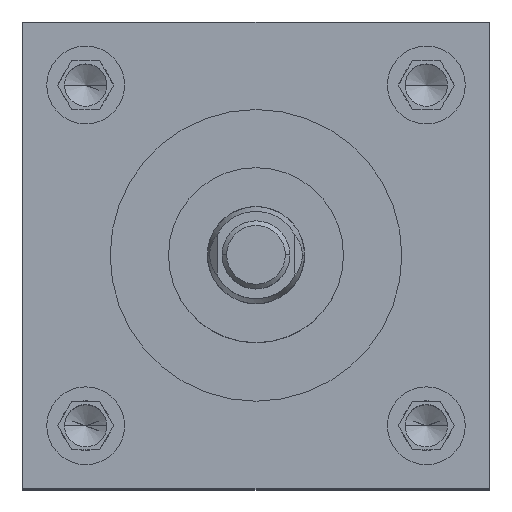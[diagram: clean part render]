
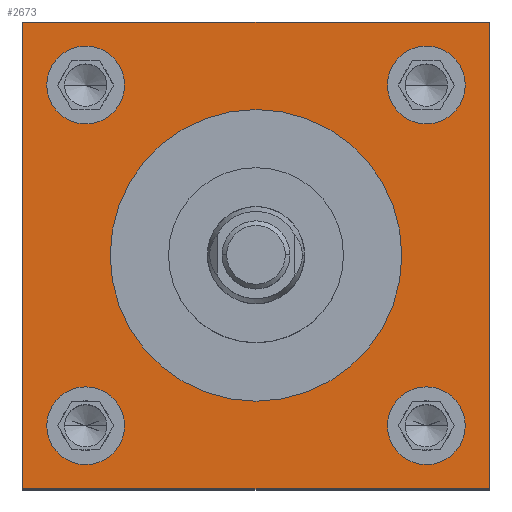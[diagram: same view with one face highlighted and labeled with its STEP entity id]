
A CAD part, top view. The second image highlights one B-rep face of the part: STEP entity #2673.
In plain terms, the highlighted planar face has unit normal (0, 0, 1).
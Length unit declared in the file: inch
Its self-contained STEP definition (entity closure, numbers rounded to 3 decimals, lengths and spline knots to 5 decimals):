
#2 = EDGE_LOOP ( 'NONE', ( #1541, #1847 ) ) ;
#9 = VERTEX_POINT ( 'NONE', #214 ) ;
#13 = CARTESIAN_POINT ( 'NONE',  ( -1.5, 1.5, 4.75 ) ) ;
#48 = EDGE_CURVE ( 'NONE', #2746, #4694, #568, .T. ) ;
#77 = AXIS2_PLACEMENT_3D ( 'NONE', #5351, #6106, #1738 ) ;
#78 = DIRECTION ( 'NONE',  ( 1., 0., 0. ) ) ;
#181 = DIRECTION ( 'NONE',  ( 1., 0., 0. ) ) ;
#214 = CARTESIAN_POINT ( 'NONE',  ( 0.845, -1.095, 4.75 ) ) ;
#254 = EDGE_CURVE ( 'NONE', #457, #3610, #5695, .T. ) ;
#457 = VERTEX_POINT ( 'NONE', #3919 ) ;
#487 = DIRECTION ( 'NONE',  ( 0., 0., 1. ) ) ;
#507 = LINE ( 'NONE', #4338, #3325 ) ;
#568 = CIRCLE ( 'NONE', #4105, 0.25 ) ;
#587 = ORIENTED_EDGE ( 'NONE', *, *, #4037, .F. ) ;
#614 = CARTESIAN_POINT ( 'NONE',  ( 1.345, 1.095, 4.75 ) ) ;
#673 = DIRECTION ( 'NONE',  ( 0., 0., 1. ) ) ;
#748 = FACE_OUTER_BOUND ( 'NONE', #2300, .T. ) ;
#807 = FACE_BOUND ( 'NONE', #5111, .T. ) ;
#814 = AXIS2_PLACEMENT_3D ( 'NONE', #1623, #4489, #78 ) ;
#899 = LINE ( 'NONE', #4771, #6175 ) ;
#926 = ORIENTED_EDGE ( 'NONE', *, *, #5850, .F. ) ;
#929 = CIRCLE ( 'NONE', #4481, 0.25 ) ;
#966 = LINE ( 'NONE', #5794, #1564 ) ;
#1054 = CARTESIAN_POINT ( 'NONE',  ( -1.345, -1.095, 4.75 ) ) ;
#1056 = DIRECTION ( 'NONE',  ( 0., 0., 1. ) ) ;
#1084 = EDGE_LOOP ( 'NONE', ( #1168, #4276 ) ) ;
#1118 = CIRCLE ( 'NONE', #2960, 0.25 ) ;
#1168 = ORIENTED_EDGE ( 'NONE', *, *, #254, .F. ) ;
#1181 = FACE_BOUND ( 'NONE', #2686, .T. ) ;
#1209 = CIRCLE ( 'NONE', #2550, 0.25 ) ;
#1342 = DIRECTION ( 'NONE',  ( 1., 0., 0. ) ) ;
#1346 = DIRECTION ( 'NONE',  ( 0., -1., 0. ) ) ;
#1466 = DIRECTION ( 'NONE',  ( 1., 0., 0. ) ) ;
#1495 = CARTESIAN_POINT ( 'NONE',  ( -1.095, 1.095, 4.75 ) ) ;
#1541 = ORIENTED_EDGE ( 'NONE', *, *, #48, .F. ) ;
#1550 = CARTESIAN_POINT ( 'NONE',  ( 1.345, -1.095, 4.75 ) ) ;
#1564 = VECTOR ( 'NONE', #1466, 39.37008 ) ;
#1581 = DIRECTION ( 'NONE',  ( 0., 0., 1. ) ) ;
#1599 = VERTEX_POINT ( 'NONE', #2443 ) ;
#1623 = CARTESIAN_POINT ( 'NONE',  ( 1.095, -1.095, 4.75 ) ) ;
#1650 = AXIS2_PLACEMENT_3D ( 'NONE', #2609, #5600, #2225 ) ;
#1738 = DIRECTION ( 'NONE',  ( 1., 0., 0. ) ) ;
#1795 = ORIENTED_EDGE ( 'NONE', *, *, #1915, .F. ) ;
#1809 = CIRCLE ( 'NONE', #814, 0.25 ) ;
#1847 = ORIENTED_EDGE ( 'NONE', *, *, #6043, .F. ) ;
#1905 = DIRECTION ( 'NONE',  ( 1., 0., 0. ) ) ;
#1915 = EDGE_CURVE ( 'NONE', #3799, #4558, #4076, .T. ) ;
#1984 = DIRECTION ( 'NONE',  ( 1., 0., 0. ) ) ;
#2075 = EDGE_CURVE ( 'NONE', #1599, #4741, #4017, .T. ) ;
#2218 = CARTESIAN_POINT ( 'NONE',  ( -1.5, -1.5, 4.75 ) ) ;
#2225 = DIRECTION ( 'NONE',  ( 1., 0., 0. ) ) ;
#2236 = EDGE_CURVE ( 'NONE', #2404, #6157, #5679, .T. ) ;
#2300 = EDGE_LOOP ( 'NONE', ( #5734, #5491, #4884, #4146 ) ) ;
#2404 = VERTEX_POINT ( 'NONE', #13 ) ;
#2443 = CARTESIAN_POINT ( 'NONE',  ( -0.9375, 0., 4.75 ) ) ;
#2444 = DIRECTION ( 'NONE',  ( 0., 0., 1. ) ) ;
#2493 = ORIENTED_EDGE ( 'NONE', *, *, #5126, .F. ) ;
#2513 = EDGE_LOOP ( 'NONE', ( #2493, #4417 ) ) ;
#2517 = VERTEX_POINT ( 'NONE', #4548 ) ;
#2550 = AXIS2_PLACEMENT_3D ( 'NONE', #5907, #2444, #3480 ) ;
#2609 = CARTESIAN_POINT ( 'NONE',  ( -1.095, 1.095, 4.75 ) ) ;
#2673 = ADVANCED_FACE ( 'NONE', ( #1181, #807, #3243, #4613, #4189, #748 ), #5542, .F. ) ;
#2686 = EDGE_LOOP ( 'NONE', ( #926, #4418 ) ) ;
#2746 = VERTEX_POINT ( 'NONE', #5789 ) ;
#2802 = DIRECTION ( 'NONE',  ( 0., 1., 0. ) ) ;
#2929 = EDGE_CURVE ( 'NONE', #9, #3422, #1809, .T. ) ;
#2960 = AXIS2_PLACEMENT_3D ( 'NONE', #5464, #673, #3812 ) ;
#3067 = AXIS2_PLACEMENT_3D ( 'NONE', #5138, #5076, #3716 ) ;
#3138 = CARTESIAN_POINT ( 'NONE',  ( 0.9375, 0., 4.75 ) ) ;
#3157 = DIRECTION ( 'NONE',  ( 1., 0., 0. ) ) ;
#3235 = EDGE_CURVE ( 'NONE', #4568, #2517, #507, .T. ) ;
#3243 = FACE_BOUND ( 'NONE', #2, .T. ) ;
#3309 = CIRCLE ( 'NONE', #77, 0.9375 ) ;
#3325 = VECTOR ( 'NONE', #2802, 39.37008 ) ;
#3422 = VERTEX_POINT ( 'NONE', #1550 ) ;
#3480 = DIRECTION ( 'NONE',  ( 1., 0., 0. ) ) ;
#3610 = VERTEX_POINT ( 'NONE', #5585 ) ;
#3638 = DIRECTION ( 'NONE',  ( 0., 0., 1. ) ) ;
#3666 = CARTESIAN_POINT ( 'NONE',  ( -1.095, -1.095, 4.75 ) ) ;
#3716 = DIRECTION ( 'NONE',  ( -1., 0., 0. ) ) ;
#3799 = VERTEX_POINT ( 'NONE', #614 ) ;
#3812 = DIRECTION ( 'NONE',  ( 1., 0., 0. ) ) ;
#3844 = DIRECTION ( 'NONE',  ( -1., 0., 0. ) ) ;
#3902 = AXIS2_PLACEMENT_3D ( 'NONE', #5917, #1581, #1342 ) ;
#3919 = CARTESIAN_POINT ( 'NONE',  ( -0.845, 1.095, 4.75 ) ) ;
#4005 = CARTESIAN_POINT ( 'NONE',  ( 1.5, -1.5, 4.75 ) ) ;
#4017 = CIRCLE ( 'NONE', #3902, 0.9375 ) ;
#4037 = EDGE_CURVE ( 'NONE', #4558, #3799, #929, .T. ) ;
#4046 = EDGE_CURVE ( 'NONE', #2517, #2404, #899, .T. ) ;
#4076 = CIRCLE ( 'NONE', #4959, 0.25 ) ;
#4105 = AXIS2_PLACEMENT_3D ( 'NONE', #3666, #3638, #3157 ) ;
#4146 = ORIENTED_EDGE ( 'NONE', *, *, #4046, .T. ) ;
#4189 = FACE_BOUND ( 'NONE', #2513, .T. ) ;
#4276 = ORIENTED_EDGE ( 'NONE', *, *, #5132, .F. ) ;
#4338 = CARTESIAN_POINT ( 'NONE',  ( 1.5, -1.5, 4.75 ) ) ;
#4417 = ORIENTED_EDGE ( 'NONE', *, *, #2075, .F. ) ;
#4418 = ORIENTED_EDGE ( 'NONE', *, *, #2929, .F. ) ;
#4481 = AXIS2_PLACEMENT_3D ( 'NONE', #4733, #487, #1905 ) ;
#4489 = DIRECTION ( 'NONE',  ( 0., 0., 1. ) ) ;
#4504 = AXIS2_PLACEMENT_3D ( 'NONE', #1495, #1056, #1984 ) ;
#4548 = CARTESIAN_POINT ( 'NONE',  ( 1.5, 1.5, 4.75 ) ) ;
#4558 = VERTEX_POINT ( 'NONE', #5300 ) ;
#4560 = EDGE_CURVE ( 'NONE', #6157, #4568, #966, .T. ) ;
#4568 = VERTEX_POINT ( 'NONE', #4005 ) ;
#4592 = VECTOR ( 'NONE', #1346, 39.37008 ) ;
#4603 = CIRCLE ( 'NONE', #1650, 0.25 ) ;
#4613 = FACE_BOUND ( 'NONE', #1084, .T. ) ;
#4694 = VERTEX_POINT ( 'NONE', #1054 ) ;
#4733 = CARTESIAN_POINT ( 'NONE',  ( 1.095, 1.095, 4.75 ) ) ;
#4741 = VERTEX_POINT ( 'NONE', #3138 ) ;
#4771 = CARTESIAN_POINT ( 'NONE',  ( -1.5, 1.5, 4.75 ) ) ;
#4884 = ORIENTED_EDGE ( 'NONE', *, *, #3235, .T. ) ;
#4959 = AXIS2_PLACEMENT_3D ( 'NONE', #5873, #5426, #181 ) ;
#5076 = DIRECTION ( 'NONE',  ( 0., 0., -1. ) ) ;
#5111 = EDGE_LOOP ( 'NONE', ( #1795, #587 ) ) ;
#5126 = EDGE_CURVE ( 'NONE', #4741, #1599, #3309, .T. ) ;
#5132 = EDGE_CURVE ( 'NONE', #3610, #457, #4603, .T. ) ;
#5138 = CARTESIAN_POINT ( 'NONE',  ( -1.5, 1.5, 4.75 ) ) ;
#5182 = CARTESIAN_POINT ( 'NONE',  ( -1.5, -1.5, 4.75 ) ) ;
#5300 = CARTESIAN_POINT ( 'NONE',  ( 0.845, 1.095, 4.75 ) ) ;
#5351 = CARTESIAN_POINT ( 'NONE',  ( 0., 0., 4.75 ) ) ;
#5426 = DIRECTION ( 'NONE',  ( 0., 0., 1. ) ) ;
#5464 = CARTESIAN_POINT ( 'NONE',  ( -1.095, -1.095, 4.75 ) ) ;
#5491 = ORIENTED_EDGE ( 'NONE', *, *, #4560, .T. ) ;
#5542 = PLANE ( 'NONE',  #3067 ) ;
#5585 = CARTESIAN_POINT ( 'NONE',  ( -1.345, 1.095, 4.75 ) ) ;
#5600 = DIRECTION ( 'NONE',  ( 0., 0., 1. ) ) ;
#5679 = LINE ( 'NONE', #5182, #4592 ) ;
#5695 = CIRCLE ( 'NONE', #4504, 0.25 ) ;
#5734 = ORIENTED_EDGE ( 'NONE', *, *, #2236, .T. ) ;
#5789 = CARTESIAN_POINT ( 'NONE',  ( -0.845, -1.095, 4.75 ) ) ;
#5794 = CARTESIAN_POINT ( 'NONE',  ( -1.5, -1.5, 4.75 ) ) ;
#5850 = EDGE_CURVE ( 'NONE', #3422, #9, #1209, .T. ) ;
#5873 = CARTESIAN_POINT ( 'NONE',  ( 1.095, 1.095, 4.75 ) ) ;
#5907 = CARTESIAN_POINT ( 'NONE',  ( 1.095, -1.095, 4.75 ) ) ;
#5917 = CARTESIAN_POINT ( 'NONE',  ( 0., 0., 4.75 ) ) ;
#6043 = EDGE_CURVE ( 'NONE', #4694, #2746, #1118, .T. ) ;
#6106 = DIRECTION ( 'NONE',  ( 0., 0., 1. ) ) ;
#6157 = VERTEX_POINT ( 'NONE', #2218 ) ;
#6175 = VECTOR ( 'NONE', #3844, 39.37008 ) ;
